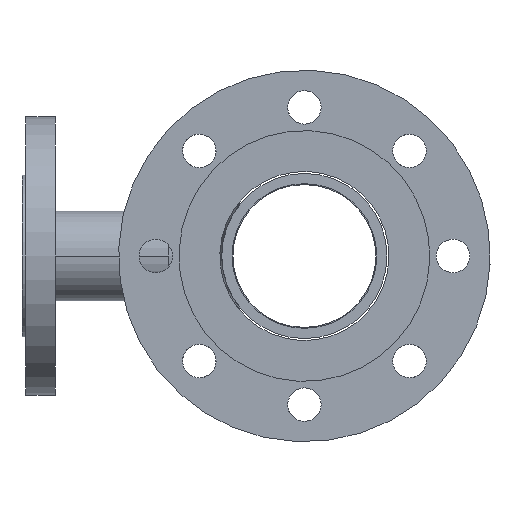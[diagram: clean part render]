
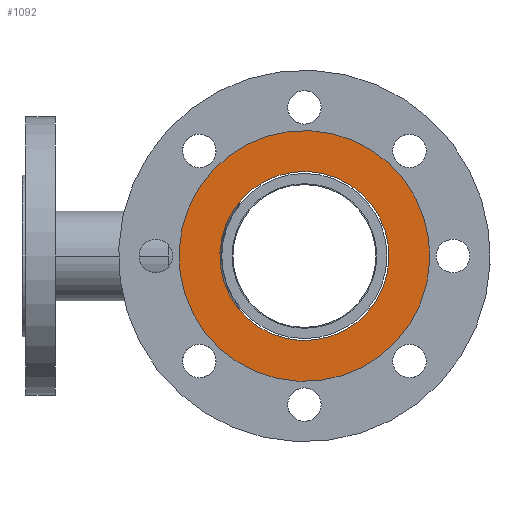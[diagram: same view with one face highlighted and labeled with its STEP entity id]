
A CAD part, left-side view. The second image highlights one B-rep face of the part: STEP entity #1092.
In plain terms, the highlighted face is planar.
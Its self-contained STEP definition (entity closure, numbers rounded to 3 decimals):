
#305 = VERTEX_POINT ( 'NONE', #1731 ) ;
#418 = DIRECTION ( 'NONE',  ( 0., 0., 1. ) ) ;
#437 = CARTESIAN_POINT ( 'NONE',  ( 0., 0., 0. ) ) ;
#508 = CIRCLE ( 'NONE', #3090, 45.5 ) ;
#731 = EDGE_CURVE ( 'NONE', #305, #1305, #1249, .T. ) ;
#979 = FACE_OUTER_BOUND ( 'NONE', #1396, .T. ) ;
#993 = FACE_BOUND ( 'NONE', #1116, .T. ) ;
#1075 = VERTEX_POINT ( 'NONE', #2616 ) ;
#1092 = ADVANCED_FACE ( 'NONE', ( #993, #979 ), #1807, .F. ) ;
#1104 = DIRECTION ( 'NONE',  ( 0., 0., 1. ) ) ;
#1116 = EDGE_LOOP ( 'NONE', ( #2008, #1279 ) ) ;
#1249 = CIRCLE ( 'NONE', #1365, 45.5 ) ;
#1279 = ORIENTED_EDGE ( 'NONE', *, *, #731, .F. ) ;
#1305 = VERTEX_POINT ( 'NONE', #1697 ) ;
#1365 = AXIS2_PLACEMENT_3D ( 'NONE', #437, #418, #2088 ) ;
#1367 = CARTESIAN_POINT ( 'NONE',  ( 0., 0., 0. ) ) ;
#1378 = AXIS2_PLACEMENT_3D ( 'NONE', #1815, #3267, #1800 ) ;
#1396 = EDGE_LOOP ( 'NONE', ( #3073, #1983 ) ) ;
#1534 = DIRECTION ( 'NONE',  ( 0., 0., -1. ) ) ;
#1697 = CARTESIAN_POINT ( 'NONE',  ( 45.5, 0., 0. ) ) ;
#1731 = CARTESIAN_POINT ( 'NONE',  ( -45.5, 0., 0. ) ) ;
#1800 = DIRECTION ( 'NONE',  ( 1., 0., 0. ) ) ;
#1807 = PLANE ( 'NONE',  #2781 ) ;
#1815 = CARTESIAN_POINT ( 'NONE',  ( 0., 0., 0. ) ) ;
#1956 = DIRECTION ( 'NONE',  ( 0., 0., 1. ) ) ;
#1983 = ORIENTED_EDGE ( 'NONE', *, *, #3539, .T. ) ;
#2008 = ORIENTED_EDGE ( 'NONE', *, *, #3186, .F. ) ;
#2083 = CARTESIAN_POINT ( 'NONE',  ( 0., 45.5, 0. ) ) ;
#2088 = DIRECTION ( 'NONE',  ( 1., 0., 0. ) ) ;
#2205 = DIRECTION ( 'NONE',  ( 1., 0., 0. ) ) ;
#2210 = VERTEX_POINT ( 'NONE', #3376 ) ;
#2250 = CIRCLE ( 'NONE', #2315, 67.5 ) ;
#2315 = AXIS2_PLACEMENT_3D ( 'NONE', #3362, #1956, #3099 ) ;
#2616 = CARTESIAN_POINT ( 'NONE',  ( 67.5, 0., 0. ) ) ;
#2781 = AXIS2_PLACEMENT_3D ( 'NONE', #2083, #1534, #3446 ) ;
#2823 = EDGE_CURVE ( 'NONE', #1075, #2210, #2250, .T. ) ;
#3073 = ORIENTED_EDGE ( 'NONE', *, *, #2823, .T. ) ;
#3090 = AXIS2_PLACEMENT_3D ( 'NONE', #1367, #1104, #2205 ) ;
#3099 = DIRECTION ( 'NONE',  ( 1., 0., 0. ) ) ;
#3186 = EDGE_CURVE ( 'NONE', #1305, #305, #508, .T. ) ;
#3267 = DIRECTION ( 'NONE',  ( 0., 0., 1. ) ) ;
#3362 = CARTESIAN_POINT ( 'NONE',  ( 0., 0., 0. ) ) ;
#3376 = CARTESIAN_POINT ( 'NONE',  ( -67.5, 0., 0. ) ) ;
#3446 = DIRECTION ( 'NONE',  ( -1., 0., 0. ) ) ;
#3539 = EDGE_CURVE ( 'NONE', #2210, #1075, #3555, .T. ) ;
#3555 = CIRCLE ( 'NONE', #1378, 67.5 ) ;
